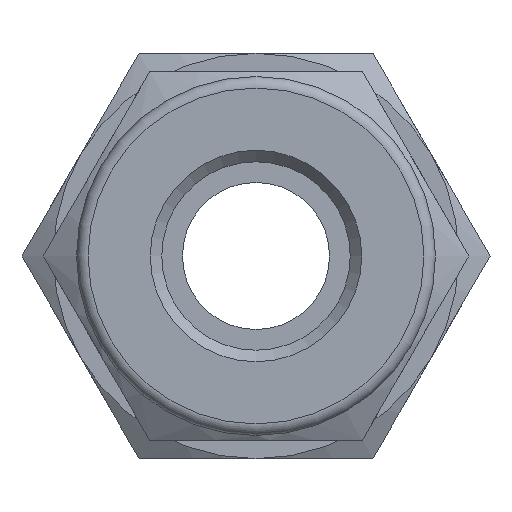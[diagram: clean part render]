
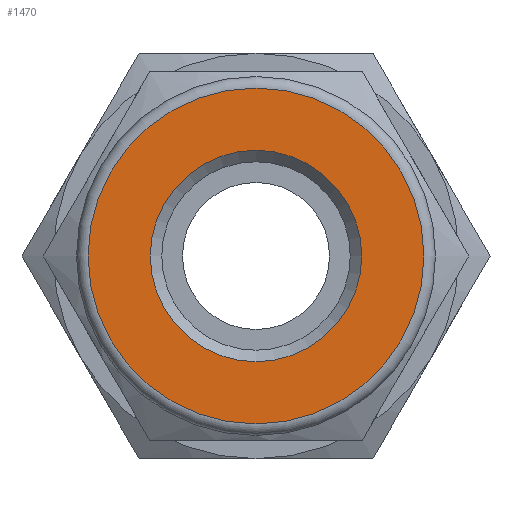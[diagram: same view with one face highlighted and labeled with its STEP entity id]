
A CAD part, left-side view. The second image highlights one B-rep face of the part: STEP entity #1470.
In plain terms, the highlighted planar face has unit normal (-1, 0, 0).
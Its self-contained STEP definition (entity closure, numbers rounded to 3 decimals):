
#88=FACE_BOUND('',#380,.T.);
#168=CIRCLE('',#1667,4.565);
#169=CIRCLE('',#1669,7.25);
#268=FACE_OUTER_BOUND('',#379,.T.);
#379=EDGE_LOOP('',(#1325));
#380=EDGE_LOOP('',(#1326));
#694=VERTEX_POINT('',#2669);
#695=VERTEX_POINT('',#2673);
#905=EDGE_CURVE('',#694,#694,#168,.T.);
#906=EDGE_CURVE('',#695,#695,#169,.T.);
#1325=ORIENTED_EDGE('',*,*,#906,.F.);
#1326=ORIENTED_EDGE('',*,*,#905,.T.);
#1374=PLANE('',#1668);
#1470=ADVANCED_FACE('',(#268,#88),#1374,.T.);
#1667=AXIS2_PLACEMENT_3D('',#2671,#2081,#2082);
#1668=AXIS2_PLACEMENT_3D('',#2672,#2083,#2084);
#1669=AXIS2_PLACEMENT_3D('',#2674,#2085,#2086);
#2081=DIRECTION('center_axis',(1.,0.,0.));
#2082=DIRECTION('ref_axis',(0.,0.,-1.));
#2083=DIRECTION('center_axis',(-1.,0.,0.));
#2084=DIRECTION('ref_axis',(0.,0.,1.));
#2085=DIRECTION('center_axis',(1.,0.,0.));
#2086=DIRECTION('ref_axis',(0.,0.,-1.));
#2669=CARTESIAN_POINT('',(0.,-4.565,0.));
#2671=CARTESIAN_POINT('Origin',(0.,0.,0.));
#2672=CARTESIAN_POINT('Origin',(0.,7.25,0.));
#2673=CARTESIAN_POINT('',(0.,0.,7.25));
#2674=CARTESIAN_POINT('Origin',(0.,0.,0.));
